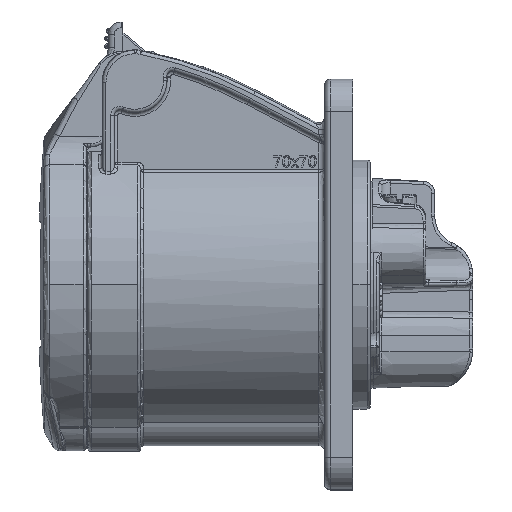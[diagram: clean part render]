
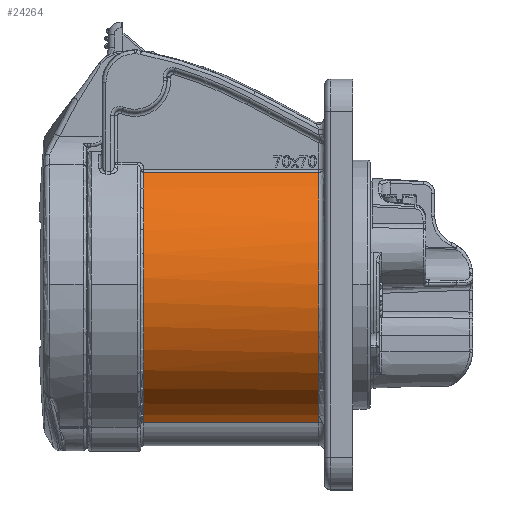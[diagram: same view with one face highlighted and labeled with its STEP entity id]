
A CAD part, top view. The second image highlights one B-rep face of the part: STEP entity #24264.
In plain terms, the highlighted cylindrical face has radius 24.05 mm (diameter 48.1 mm), a partial arc.
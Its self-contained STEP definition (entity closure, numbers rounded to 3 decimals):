
#513 = CARTESIAN_POINT ( 'NONE',  ( -14.861, 16.003, 14.597 ) ) ;
#541 = EDGE_CURVE ( 'NONE', #22739, #12577, #19783, .T. ) ;
#1669 = EDGE_CURVE ( 'NONE', #12577, #1825, #22815, .T. ) ;
#1825 = VERTEX_POINT ( 'NONE', #34907 ) ;
#2288 = DIRECTION ( 'NONE',  ( 0., 0., -1. ) ) ;
#2295 = DIRECTION ( 'NONE',  ( -1., 0., 0. ) ) ;
#2352 = CARTESIAN_POINT ( 'NONE',  ( 15.039, -3.111, 0. ) ) ;
#2668 = ORIENTED_EDGE ( 'NONE', *, *, #31814, .T. ) ;
#3347 = CARTESIAN_POINT ( 'NONE',  ( -14.861, -26.605, 5.14 ) ) ;
#3425 = ORIENTED_EDGE ( 'NONE', *, *, #30588, .T. ) ;
#5178 = VERTEX_POINT ( 'NONE', #19864 ) ;
#7887 = CARTESIAN_POINT ( 'NONE',  ( -14.846, 16.043, 14.544 ) ) ;
#8291 = ORIENTED_EDGE ( 'NONE', *, *, #41051, .T. ) ;
#9857 = ORIENTED_EDGE ( 'NONE', *, *, #541, .T. ) ;
#10767 = CIRCLE ( 'NONE', #26727, 24.05 ) ;
#11864 = CARTESIAN_POINT ( 'NONE',  ( -14.841, 16.048, 14.537 ) ) ;
#12577 = VERTEX_POINT ( 'NONE', #14383 ) ;
#14247 = CARTESIAN_POINT ( 'NONE',  ( -14.861, -3.111, 0. ) ) ;
#14383 = CARTESIAN_POINT ( 'NONE',  ( 15.039, -26.605, 5.14 ) ) ;
#15072 = ORIENTED_EDGE ( 'NONE', *, *, #1669, .T. ) ;
#15988 = EDGE_LOOP ( 'NONE', ( #15072, #8291, #42563, #2668, #3425, #9857 ) ) ;
#16943 = VERTEX_POINT ( 'NONE', #36179 ) ;
#17995 = AXIS2_PLACEMENT_3D ( 'NONE', #42999, #20588, #46689 ) ;
#18023 = DIRECTION ( 'NONE',  ( 0., 0., -1. ) ) ;
#18444 = B_SPLINE_CURVE_WITH_KNOTS ( 'NONE', 3,
 ( #11864, #7887, #41942, #19507, #45652, #23356, #513 ),
 .UNSPECIFIED., .F., .F.,
 ( 4, 3, 4 ),
 ( 0., 0., 0. ),
 .UNSPECIFIED. ) ;
#18505 = CARTESIAN_POINT ( 'NONE',  ( -80.105, 16.048, 14.537 ) ) ;
#19338 = CYLINDRICAL_SURFACE ( 'NONE', #24968, 24.05 ) ;
#19507 = CARTESIAN_POINT ( 'NONE',  ( -14.853, 16.033, 14.558 ) ) ;
#19660 = FACE_OUTER_BOUND ( 'NONE', #15988, .T. ) ;
#19783 = LINE ( 'NONE', #35730, #24216 ) ;
#19864 = CARTESIAN_POINT ( 'NONE',  ( -14.841, 16.048, 14.537 ) ) ;
#20588 = DIRECTION ( 'NONE',  ( -1., 0., 0. ) ) ;
#21362 = DIRECTION ( 'NONE',  ( 1., 0., 0. ) ) ;
#21477 = CARTESIAN_POINT ( 'NONE',  ( -80.105, -3.111, 0. ) ) ;
#21525 = DIRECTION ( 'NONE',  ( 0., 0., -1. ) ) ;
#22739 = VERTEX_POINT ( 'NONE', #3347 ) ;
#22815 = CIRCLE ( 'NONE', #28466, 24.05 ) ;
#22976 = CIRCLE ( 'NONE', #17995, 24.05 ) ;
#23356 = CARTESIAN_POINT ( 'NONE',  ( -14.861, 16.013, 14.583 ) ) ;
#24216 = VECTOR ( 'NONE', #34365, 1000. ) ;
#24264 = ADVANCED_FACE ( 'NONE', ( #19660 ), #19338, .T. ) ;
#24968 = AXIS2_PLACEMENT_3D ( 'NONE', #21477, #21362, #21525 ) ;
#26727 = AXIS2_PLACEMENT_3D ( 'NONE', #14247, #40533, #18023 ) ;
#28451 = VERTEX_POINT ( 'NONE', #44841 ) ;
#28466 = AXIS2_PLACEMENT_3D ( 'NONE', #2352, #2295, #2288 ) ;
#30588 = EDGE_CURVE ( 'NONE', #28451, #22739, #10767, .T. ) ;
#31814 = EDGE_CURVE ( 'NONE', #5178, #28451, #18444, .T. ) ;
#34365 = DIRECTION ( 'NONE',  ( 1., 0., 0. ) ) ;
#34907 = CARTESIAN_POINT ( 'NONE',  ( 15.039, -3.111, 24.05 ) ) ;
#35730 = CARTESIAN_POINT ( 'NONE',  ( -80.105, -26.605, 5.14 ) ) ;
#36179 = CARTESIAN_POINT ( 'NONE',  ( 15.039, 16.048, 14.537 ) ) ;
#39677 = EDGE_CURVE ( 'NONE', #16943, #5178, #47071, .T. ) ;
#40533 = DIRECTION ( 'NONE',  ( 1., 0., 0. ) ) ;
#41051 = EDGE_CURVE ( 'NONE', #1825, #16943, #22976, .T. ) ;
#41942 = CARTESIAN_POINT ( 'NONE',  ( -14.85, 16.038, 14.551 ) ) ;
#42563 = ORIENTED_EDGE ( 'NONE', *, *, #39677, .T. ) ;
#42999 = CARTESIAN_POINT ( 'NONE',  ( 15.039, -3.111, 0. ) ) ;
#44841 = CARTESIAN_POINT ( 'NONE',  ( -14.861, 16.003, 14.597 ) ) ;
#45652 = CARTESIAN_POINT ( 'NONE',  ( -14.858, 16.023, 14.57 ) ) ;
#46689 = DIRECTION ( 'NONE',  ( 0., 0., -1. ) ) ;
#47071 = LINE ( 'NONE', #18505, #48762 ) ;
#48219 = DIRECTION ( 'NONE',  ( -1., 0., 0. ) ) ;
#48762 = VECTOR ( 'NONE', #48219, 1000. ) ;
